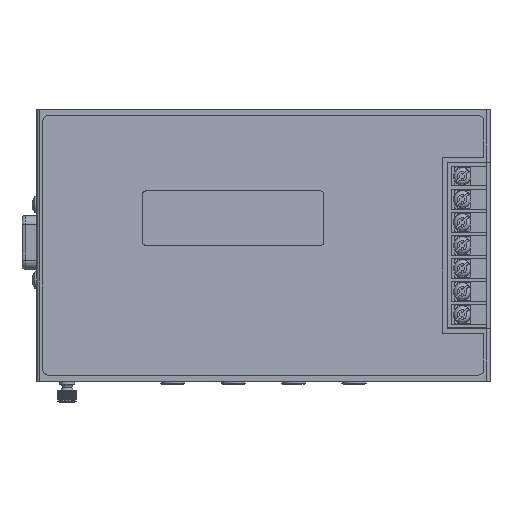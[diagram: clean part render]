
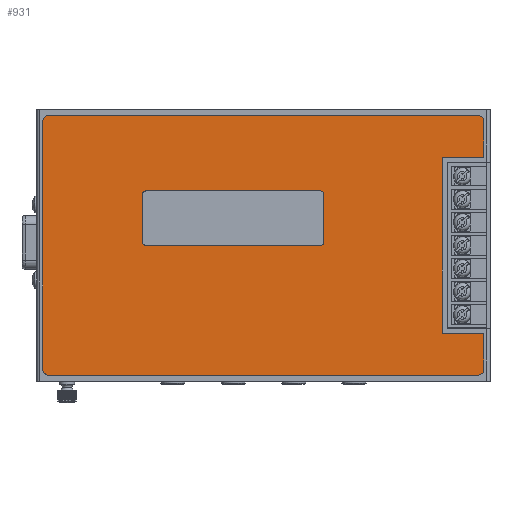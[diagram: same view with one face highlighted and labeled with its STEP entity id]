
A CAD part, top view. The second image highlights one B-rep face of the part: STEP entity #931.
In plain terms, the highlighted planar face has unit normal (0, 0, 1).
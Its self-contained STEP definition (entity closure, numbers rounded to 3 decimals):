
#931 = ADVANCED_FACE( '', ( #2357, #2358 ), #2359, .F. );
#2357 = FACE_BOUND( '', #4375, .T. );
#2358 = FACE_OUTER_BOUND( '', #4376, .T. );
#2359 = PLANE( '', #4377 );
#4375 = EDGE_LOOP( '', ( #7226, #7227, #7228, #7229, #7230, #7231, #7232, #7233 ) );
#4376 = EDGE_LOOP( '', ( #7234, #7235, #7236, #7237, #7238, #7239, #7240, #7241, #7242, #7243, #7244, #7245 ) );
#4377 = AXIS2_PLACEMENT_3D( '', #7246, #7247, #7248 );
#7226 = ORIENTED_EDGE( '', *, *, #12072, .F. );
#7227 = ORIENTED_EDGE( '', *, *, #12073, .F. );
#7228 = ORIENTED_EDGE( '', *, *, #12074, .F. );
#7229 = ORIENTED_EDGE( '', *, *, #12075, .F. );
#7230 = ORIENTED_EDGE( '', *, *, #11351, .F. );
#7231 = ORIENTED_EDGE( '', *, *, #12076, .F. );
#7232 = ORIENTED_EDGE( '', *, *, #12077, .F. );
#7233 = ORIENTED_EDGE( '', *, *, #11585, .F. );
#7234 = ORIENTED_EDGE( '', *, *, #12078, .F. );
#7235 = ORIENTED_EDGE( '', *, *, #12079, .F. );
#7236 = ORIENTED_EDGE( '', *, *, #12080, .F. );
#7237 = ORIENTED_EDGE( '', *, *, #12081, .F. );
#7238 = ORIENTED_EDGE( '', *, *, #11968, .F. );
#7239 = ORIENTED_EDGE( '', *, *, #12082, .F. );
#7240 = ORIENTED_EDGE( '', *, *, #12083, .F. );
#7241 = ORIENTED_EDGE( '', *, *, #12084, .F. );
#7242 = ORIENTED_EDGE( '', *, *, #12085, .F. );
#7243 = ORIENTED_EDGE( '', *, *, #12086, .F. );
#7244 = ORIENTED_EDGE( '', *, *, #12087, .F. );
#7245 = ORIENTED_EDGE( '', *, *, #12088, .F. );
#7246 = CARTESIAN_POINT( '', ( -71., 41., 0.2 ) );
#7247 = DIRECTION( '', ( 0., 0., -1. ) );
#7248 = DIRECTION( '', ( 0., 1., 0. ) );
#11351 = EDGE_CURVE( '', #13445, #13447, #13448, .T. );
#11585 = EDGE_CURVE( '', #13858, #13860, #13861, .T. );
#11968 = EDGE_CURVE( '', #14492, #14494, #14495, .T. );
#12072 = EDGE_CURVE( '', #14671, #13858, #14672, .T. );
#12073 = EDGE_CURVE( '', #14673, #14671, #14674, .T. );
#12074 = EDGE_CURVE( '', #14675, #14673, #14676, .T. );
#12075 = EDGE_CURVE( '', #13447, #14675, #14677, .T. );
#12076 = EDGE_CURVE( '', #14678, #13445, #14679, .T. );
#12077 = EDGE_CURVE( '', #13860, #14678, #14680, .T. );
#12078 = EDGE_CURVE( '', #14681, #14682, #14683, .T. );
#12079 = EDGE_CURVE( '', #14684, #14681, #14685, .T. );
#12080 = EDGE_CURVE( '', #14686, #14684, #14687, .T. );
#12081 = EDGE_CURVE( '', #14494, #14686, #14688, .T. );
#12082 = EDGE_CURVE( '', #14689, #14492, #14690, .T. );
#12083 = EDGE_CURVE( '', #14691, #14689, #14692, .T. );
#12084 = EDGE_CURVE( '', #14693, #14691, #14694, .T. );
#12085 = EDGE_CURVE( '', #14695, #14693, #14696, .T. );
#12086 = EDGE_CURVE( '', #14697, #14695, #14698, .T. );
#12087 = EDGE_CURVE( '', #14699, #14697, #14700, .T. );
#12088 = EDGE_CURVE( '', #14682, #14699, #14701, .T. );
#13445 = VERTEX_POINT( '', #16530 );
#13447 = VERTEX_POINT( '', #16533 );
#13448 = LINE( '', #16534, #16535 );
#13858 = VERTEX_POINT( '', #17108 );
#13860 = VERTEX_POINT( '', #17111 );
#13861 = CIRCLE( '', #17112, 1. );
#14492 = VERTEX_POINT( '', #18039 );
#14494 = VERTEX_POINT( '', #18042 );
#14495 = CIRCLE( '', #18043, 2. );
#14671 = VERTEX_POINT( '', #18302 );
#14672 = LINE( '', #18303, #18304 );
#14673 = VERTEX_POINT( '', #18305 );
#14674 = CIRCLE( '', #18306, 1. );
#14675 = VERTEX_POINT( '', #18307 );
#14676 = LINE( '', #18308, #18309 );
#14677 = CIRCLE( '', #18310, 1. );
#14678 = VERTEX_POINT( '', #18311 );
#14679 = CIRCLE( '', #18312, 1. );
#14680 = LINE( '', #18313, #18314 );
#14681 = VERTEX_POINT( '', #18315 );
#14682 = VERTEX_POINT( '', #18316 );
#14683 = CIRCLE( '', #18317, 2. );
#14684 = VERTEX_POINT( '', #18318 );
#14685 = LINE( '', #18319, #18320 );
#14686 = VERTEX_POINT( '', #18321 );
#14687 = CIRCLE( '', #18322, 2. );
#14688 = LINE( '', #18323, #18324 );
#14689 = VERTEX_POINT( '', #18325 );
#14690 = LINE( '', #18326, #18327 );
#14691 = VERTEX_POINT( '', #18328 );
#14692 = LINE( '', #18329, #18330 );
#14693 = VERTEX_POINT( '', #18331 );
#14694 = LINE( '', #18332, #18333 );
#14695 = VERTEX_POINT( '', #18334 );
#14696 = LINE( '', #18335, #18336 );
#14697 = VERTEX_POINT( '', #18337 );
#14698 = LINE( '', #18338, #18339 );
#14699 = VERTEX_POINT( '', #18340 );
#14700 = CIRCLE( '', #18341, 2. );
#14701 = LINE( '', #18342, #18343 );
#16530 = CARTESIAN_POINT( '', ( -39., 0., 0.2 ) );
#16533 = CARTESIAN_POINT( '', ( 19., 0., 0.2 ) );
#16534 = CARTESIAN_POINT( '', ( -39., 0., 0.2 ) );
#16535 = VECTOR( '', #20988, 1000. );
#17108 = CARTESIAN_POINT( '', ( -39., 18., 0.2 ) );
#17111 = CARTESIAN_POINT( '', ( -40., 17., 0.2 ) );
#17112 = AXIS2_PLACEMENT_3D( '', #21291, #21292, #21293 );
#18039 = CARTESIAN_POINT( '', ( 73., -41., 0.2 ) );
#18042 = CARTESIAN_POINT( '', ( 71., -43., 0.2 ) );
#18043 = AXIS2_PLACEMENT_3D( '', #21791, #21792, #21793 );
#18302 = CARTESIAN_POINT( '', ( 19., 18., 0.2 ) );
#18303 = CARTESIAN_POINT( '', ( 19., 18., 0.2 ) );
#18304 = VECTOR( '', #21922, 1000. );
#18305 = CARTESIAN_POINT( '', ( 20., 17., 0.2 ) );
#18306 = AXIS2_PLACEMENT_3D( '', #21923, #21924, #21925 );
#18307 = CARTESIAN_POINT( '', ( 20., 1., 0.2 ) );
#18308 = CARTESIAN_POINT( '', ( 20., 1., 0.2 ) );
#18309 = VECTOR( '', #21926, 1000. );
#18310 = AXIS2_PLACEMENT_3D( '', #21927, #21928, #21929 );
#18311 = CARTESIAN_POINT( '', ( -40., 1., 0.2 ) );
#18312 = AXIS2_PLACEMENT_3D( '', #21930, #21931, #21932 );
#18313 = CARTESIAN_POINT( '', ( -40., 17., 0.2 ) );
#18314 = VECTOR( '', #21933, 1000. );
#18315 = CARTESIAN_POINT( '', ( -73., 41., 0.2 ) );
#18316 = CARTESIAN_POINT( '', ( -71., 43., 0.2 ) );
#18317 = AXIS2_PLACEMENT_3D( '', #21934, #21935, #21936 );
#18318 = CARTESIAN_POINT( '', ( -73., -41., 0.2 ) );
#18319 = CARTESIAN_POINT( '', ( -73., -41., 0.2 ) );
#18320 = VECTOR( '', #21937, 1000. );
#18321 = CARTESIAN_POINT( '', ( -71., -43., 0.2 ) );
#18322 = AXIS2_PLACEMENT_3D( '', #21938, #21939, #21940 );
#18323 = CARTESIAN_POINT( '', ( 71., -43., 0.2 ) );
#18324 = VECTOR( '', #21941, 1000. );
#18325 = CARTESIAN_POINT( '', ( 73., -29.1, 0.2 ) );
#18326 = CARTESIAN_POINT( '', ( 73., -29.1, 0.2 ) );
#18327 = VECTOR( '', #21942, 1000. );
#18328 = CARTESIAN_POINT( '', ( 59.2, -29.1, 0.2 ) );
#18329 = CARTESIAN_POINT( '', ( 59.2, -29.1, 0.2 ) );
#18330 = VECTOR( '', #21943, 1000. );
#18331 = CARTESIAN_POINT( '', ( 59.2, 29.1, 0.2 ) );
#18332 = CARTESIAN_POINT( '', ( 59.2, 29.1, 0.2 ) );
#18333 = VECTOR( '', #21944, 1000. );
#18334 = CARTESIAN_POINT( '', ( 73., 29.1, 0.2 ) );
#18335 = CARTESIAN_POINT( '', ( 73., 29.1, 0.2 ) );
#18336 = VECTOR( '', #21945, 1000. );
#18337 = CARTESIAN_POINT( '', ( 73., 41., 0.2 ) );
#18338 = CARTESIAN_POINT( '', ( 73., 41., 0.2 ) );
#18339 = VECTOR( '', #21946, 1000. );
#18340 = CARTESIAN_POINT( '', ( 71., 43., 0.2 ) );
#18341 = AXIS2_PLACEMENT_3D( '', #21947, #21948, #21949 );
#18342 = CARTESIAN_POINT( '', ( -71., 43., 0.2 ) );
#18343 = VECTOR( '', #21950, 1000. );
#20988 = DIRECTION( '', ( 1., 0., 0. ) );
#21291 = CARTESIAN_POINT( '', ( -39., 17., 0.2 ) );
#21292 = DIRECTION( '', ( 0., 0., 1. ) );
#21293 = DIRECTION( '', ( 0., 1., 0. ) );
#21791 = CARTESIAN_POINT( '', ( 71., -41., 0.2 ) );
#21792 = DIRECTION( '', ( 0., 0., -1. ) );
#21793 = DIRECTION( '', ( 0., -1., 0. ) );
#21922 = DIRECTION( '', ( -1., 0., 0. ) );
#21923 = CARTESIAN_POINT( '', ( 19., 17., 0.2 ) );
#21924 = DIRECTION( '', ( 0., 0., 1. ) );
#21925 = DIRECTION( '', ( 1., 0., 0. ) );
#21926 = DIRECTION( '', ( 0., 1., 0. ) );
#21927 = CARTESIAN_POINT( '', ( 19., 1., 0.2 ) );
#21928 = DIRECTION( '', ( 0., 0., 1. ) );
#21929 = DIRECTION( '', ( 0., -1., 0. ) );
#21930 = CARTESIAN_POINT( '', ( -39., 1., 0.2 ) );
#21931 = DIRECTION( '', ( 0., 0., 1. ) );
#21932 = DIRECTION( '', ( -1., 0., 0. ) );
#21933 = DIRECTION( '', ( 0., -1., 0. ) );
#21934 = CARTESIAN_POINT( '', ( -71., 41., 0.2 ) );
#21935 = DIRECTION( '', ( 0., 0., -1. ) );
#21936 = DIRECTION( '', ( 0., 1., 0. ) );
#21937 = DIRECTION( '', ( 0., 1., 0. ) );
#21938 = CARTESIAN_POINT( '', ( -71., -41., 0.2 ) );
#21939 = DIRECTION( '', ( 0., 0., -1. ) );
#21940 = DIRECTION( '', ( -1., 0., 0. ) );
#21941 = DIRECTION( '', ( -1., 0., 0. ) );
#21942 = DIRECTION( '', ( 0., -1., 0. ) );
#21943 = DIRECTION( '', ( 1., 0., 0. ) );
#21944 = DIRECTION( '', ( 0., -1., 0. ) );
#21945 = DIRECTION( '', ( -1., 0., 0. ) );
#21946 = DIRECTION( '', ( 0., -1., 0. ) );
#21947 = CARTESIAN_POINT( '', ( 71., 41., 0.2 ) );
#21948 = DIRECTION( '', ( 0., 0., -1. ) );
#21949 = DIRECTION( '', ( 1., 0., 0. ) );
#21950 = DIRECTION( '', ( 1., 0., 0. ) );
